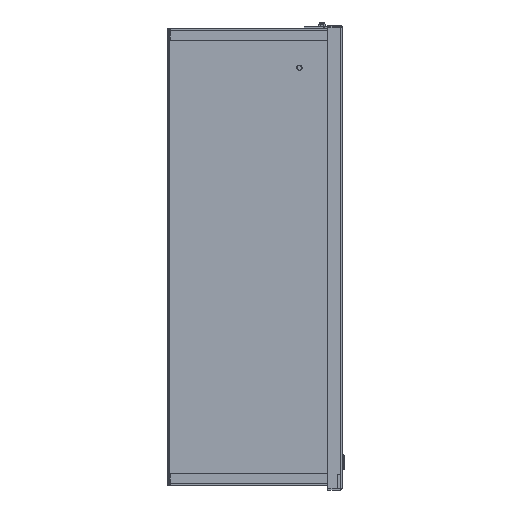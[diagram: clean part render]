
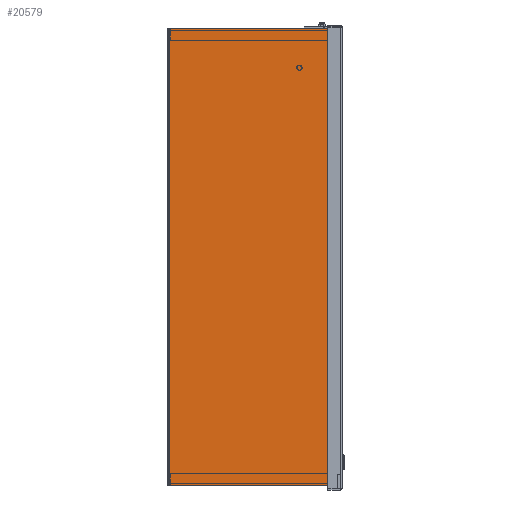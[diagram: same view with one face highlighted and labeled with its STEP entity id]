
A CAD part, front view. The second image highlights one B-rep face of the part: STEP entity #20579.
In plain terms, the highlighted face is planar.
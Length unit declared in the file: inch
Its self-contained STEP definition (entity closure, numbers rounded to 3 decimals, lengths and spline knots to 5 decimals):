
#747 = CARTESIAN_POINT ( 'NONE',  ( 12., -0.072, -18. ) ) ;
#2565 = PLANE ( 'NONE',  #17782 ) ;
#3079 = EDGE_LOOP ( 'NONE', ( #21336, #37182, #14463, #29933 ) ) ;
#4691 = CARTESIAN_POINT ( 'NONE',  ( -12., -8.892, -18. ) ) ;
#5459 = VERTEX_POINT ( 'NONE', #4691 ) ;
#6218 = LINE ( 'NONE', #9861, #28388 ) ;
#6346 = VERTEX_POINT ( 'NONE', #35453 ) ;
#9739 = VECTOR ( 'NONE', #32882, 39.37008 ) ;
#9861 = CARTESIAN_POINT ( 'NONE',  ( 12., -0.108, -18. ) ) ;
#10168 = CARTESIAN_POINT ( 'NONE',  ( -12., -0.072, -18. ) ) ;
#13677 = DIRECTION ( 'NONE',  ( -1., 0., 0. ) ) ;
#14463 = ORIENTED_EDGE ( 'NONE', *, *, #25036, .T. ) ;
#14882 = FACE_OUTER_BOUND ( 'NONE', #3079, .T. ) ;
#15668 = EDGE_CURVE ( 'NONE', #5459, #27320, #33677, .T. ) ;
#15704 = LINE ( 'NONE', #24784, #25634 ) ;
#17782 = AXIS2_PLACEMENT_3D ( 'NONE', #22782, #22654, #31224 ) ;
#18535 = LINE ( 'NONE', #747, #29853 ) ;
#20579 = ADVANCED_FACE ( 'NONE', ( #14882 ), #2565, .T. ) ;
#21336 = ORIENTED_EDGE ( 'NONE', *, *, #15668, .T. ) ;
#22654 = DIRECTION ( 'NONE',  ( 0., 0., -1. ) ) ;
#22782 = CARTESIAN_POINT ( 'NONE',  ( -12., -0.0625, -18. ) ) ;
#24784 = CARTESIAN_POINT ( 'NONE',  ( -12., -8.892, -18. ) ) ;
#25036 = EDGE_CURVE ( 'NONE', #6346, #33522, #18535, .T. ) ;
#25634 = VECTOR ( 'NONE', #13677, 39.37008 ) ;
#25643 = CARTESIAN_POINT ( 'NONE',  ( 12., -8.892, -18. ) ) ;
#26084 = EDGE_CURVE ( 'NONE', #6346, #27320, #6218, .T. ) ;
#26235 = EDGE_CURVE ( 'NONE', #33522, #5459, #15704, .T. ) ;
#27320 = VERTEX_POINT ( 'NONE', #32353 ) ;
#28388 = VECTOR ( 'NONE', #32828, 39.37008 ) ;
#29853 = VECTOR ( 'NONE', #32891, 39.37008 ) ;
#29933 = ORIENTED_EDGE ( 'NONE', *, *, #26235, .T. ) ;
#31224 = DIRECTION ( 'NONE',  ( 0., 1., 0. ) ) ;
#32353 = CARTESIAN_POINT ( 'NONE',  ( -12., -0.108, -18. ) ) ;
#32828 = DIRECTION ( 'NONE',  ( -1., 0., 0. ) ) ;
#32882 = DIRECTION ( 'NONE',  ( 0., 1., 0. ) ) ;
#32891 = DIRECTION ( 'NONE',  ( 0., -1., 0. ) ) ;
#33522 = VERTEX_POINT ( 'NONE', #25643 ) ;
#33677 = LINE ( 'NONE', #10168, #9739 ) ;
#35453 = CARTESIAN_POINT ( 'NONE',  ( 12., -0.108, -18. ) ) ;
#37182 = ORIENTED_EDGE ( 'NONE', *, *, #26084, .F. ) ;
